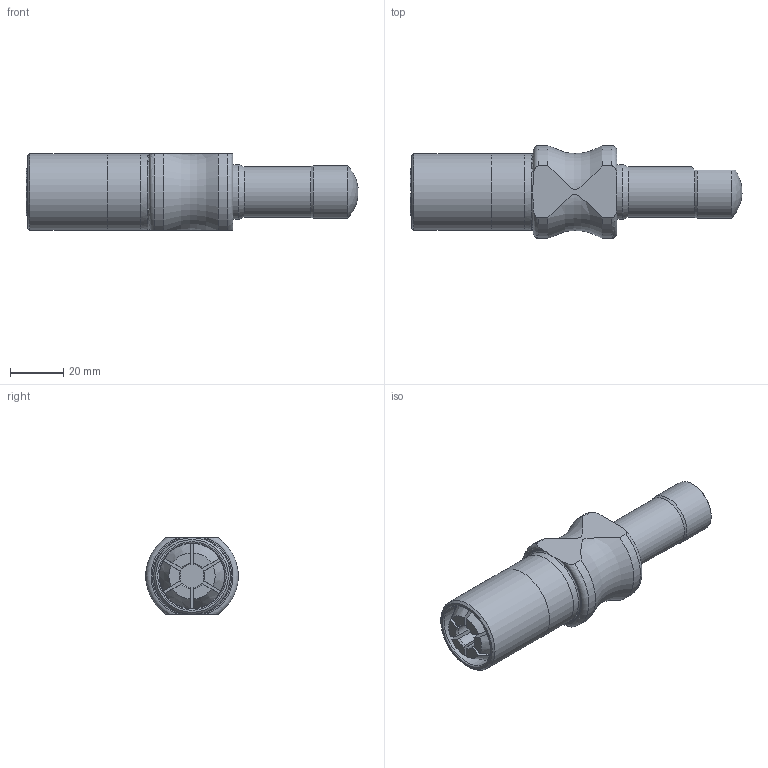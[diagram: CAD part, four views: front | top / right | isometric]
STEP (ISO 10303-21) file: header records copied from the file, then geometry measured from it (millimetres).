
FILE_DESCRIPTION(/* description */ (''),/* implementation_level */ '2;1');
FILE_NAME(/* name */ 'ZF2 CAD Model.stp',/* time_stamp */ '2015-08-21T16:52:46-05:00',/* author */ ('scottg'),/* organization */ ('FasTest,Inc.'),/* preprocessor_version */ 'ST-DEVELOPER v15.2',/* originating_system */ 'Autodesk Inventor 2014',/* authorisation */ '');
FILE_SCHEMA (('AUTOMOTIVE_DESIGN { 1 0 10303 214 3 1 1 }'));
Length unit declared in the file: inch
Products named in the file (1): ZF2 CAD Model
Bounding box: 125.05 x 34.92 x 28.91 mm (x, y, z)
Volume: 65472.6 mm3; surface area: 13529.1 mm2
Topology: 1 solids, 1 shells, 80 faces, 216 edges, 142 vertices
Faces by surface type: plane 29, cylinder 24, cone 18, torus 8, sphere 1
Full cylindrical faces by diameter (mm): 7.95 x1, 19.05 x1, 20.676 x1, 24.816 x1, 28.88 x3
Entity records: 2645 total; most frequent: CARTESIAN_POINT 699, ORIENTED_EDGE 388, DIRECTION 381, EDGE_CURVE 194, AXIS2_PLACEMENT_3D 158, VERTEX_POINT 134, EDGE_LOOP 98, ADVANCED_FACE 80
